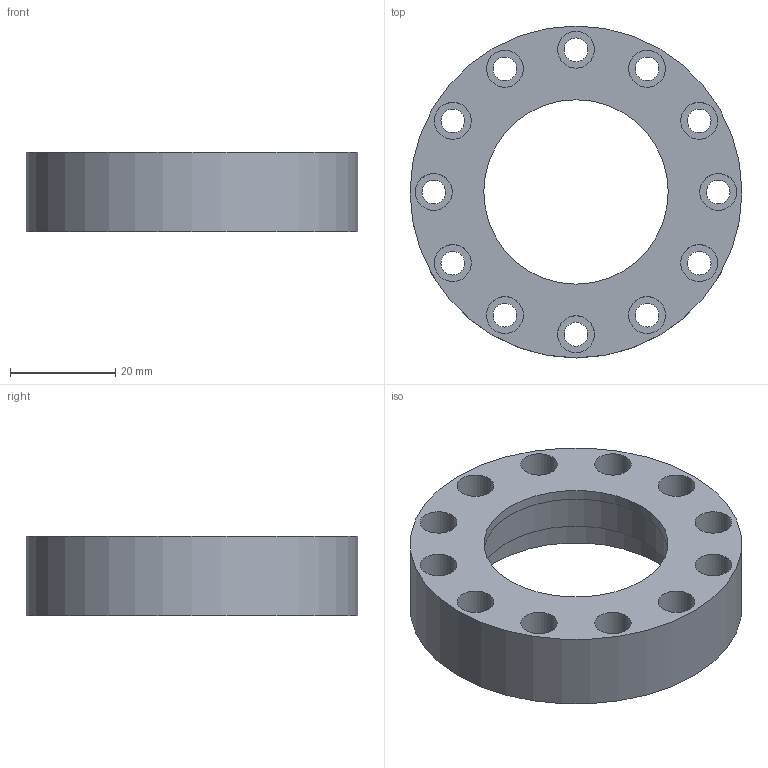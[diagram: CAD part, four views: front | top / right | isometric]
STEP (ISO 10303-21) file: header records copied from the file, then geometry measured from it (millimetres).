
FILE_DESCRIPTION(/* description */ (''),/* implementation_level */ '2;1');
FILE_NAME(/* name */ 'output_shaft_cover v13.step',/* time_stamp */ '2024-05-28T16:33:30+02:00',/* author */ (''),/* organization */ (''),/* preprocessor_version */ 'ST-DEVELOPER v20',/* originating_system */ 'Autodesk Translation Framework v13.14.0.145',/* authorisation */ '');
FILE_SCHEMA (('AUTOMOTIVE_DESIGN { 1 0 10303 214 3 1 1 }'));
Length unit declared in the file: millimetre
Products named in the file (1): output_shaft_cover
Bounding box: 63 x 63 x 15 mm (x, y, z)
Volume: 22209.5 mm3; surface area: 12511.4 mm2
Topology: 1 solids, 1 shells, 44 faces, 84 edges, 56 vertices
Faces by surface type: cylinder 28, plane 16
Full cylindrical faces by diameter (mm): 4.5 x12, 7 x12, 35 x1, 37 x1, 43 x1, 63 x1
Entity records: 1236 total; most frequent: DIRECTION 230, CARTESIAN_POINT 185, ORIENTED_EDGE 168, AXIS2_PLACEMENT_3D 101, EDGE_LOOP 84, EDGE_CURVE 84, CIRCLE 56, VERTEX_POINT 56
